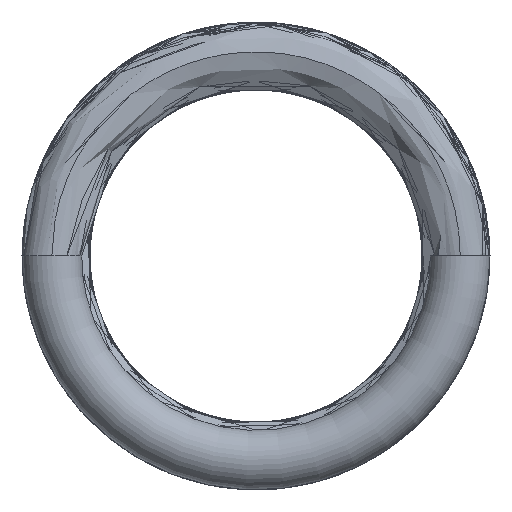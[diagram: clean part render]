
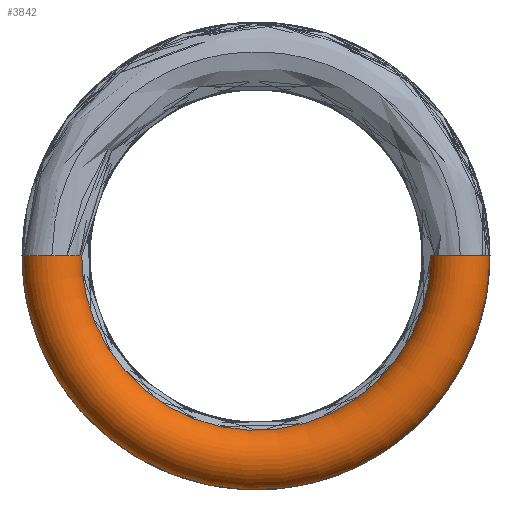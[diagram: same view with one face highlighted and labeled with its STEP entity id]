
A CAD part, left-side view. The second image highlights one B-rep face of the part: STEP entity #3842.
In plain terms, the highlighted toroidal (fillet/blend) face has major radius 1.994 mm and minor radius 0.292 mm.
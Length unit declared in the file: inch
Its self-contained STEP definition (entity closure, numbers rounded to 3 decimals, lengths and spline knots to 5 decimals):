
#2893=CARTESIAN_POINT('',(-0.03967,0.12702,0.));
#2894=VERTEX_POINT('',#2893);
#2895=CARTESIAN_POINT('',(-0.05117,0.11552,0.0));
#2896=VERTEX_POINT('',#2895);
#2897=CARTESIAN_POINT('',(-0.03967,0.11552,0.0));
#2898=DIRECTION('',(0.0,0.0,1.0));
#2899=DIRECTION('',(1.0,0.0,0.0));
#2900=AXIS2_PLACEMENT_3D('',#2897,#2898,#2899);
#2901=CIRCLE('',#2900,0.0115);
#2902=EDGE_CURVE('',#2894,#2896,#2901,.T.);
#2923=CARTESIAN_POINT('',(-0.0294,-0.04666,0.));
#2924=VERTEX_POINT('',#2923);
#2932=CARTESIAN_POINT('',(-0.02817,-0.03599,-0.02884));
#2933=VERTEX_POINT('',#2932);
#2934=CARTESIAN_POINT('',(-0.0294,-0.04666,0.));
#2935=CARTESIAN_POINT('',(-0.02919,-0.04624,-0.00529));
#2936=CARTESIAN_POINT('',(-0.02899,-0.04529,-0.01045));
#2937=CARTESIAN_POINT('',(-0.02868,-0.04293,-0.01794));
#2938=CARTESIAN_POINT('',(-0.02857,-0.04199,-0.0204));
#2939=CARTESIAN_POINT('',(-0.02842,-0.04023,-0.02399));
#2940=CARTESIAN_POINT('',(-0.02836,-0.03958,-0.02517));
#2941=CARTESIAN_POINT('',(-0.02828,-0.03848,-0.02683));
#2942=CARTESIAN_POINT('',(-0.02826,-0.03808,-0.02738));
#2943=CARTESIAN_POINT('',(-0.02822,-0.03741,-0.02812));
#2944=CARTESIAN_POINT('',(-0.02821,-0.03718,-0.02836));
#2945=CARTESIAN_POINT('',(-0.02818,-0.03664,-0.02876));
#2946=CARTESIAN_POINT('',(-0.02817,-0.03631,-0.02897));
#2947=CARTESIAN_POINT('',(-0.02817,-0.03599,-0.02884));
#2948=B_SPLINE_CURVE_WITH_KNOTS('',3,(#2934,#2935,#2936,#2937,#2938,#2939,#2940,#2941,#2942,#2943,#2944,#2945,#2946,#2947),.UNSPECIFIED.,.F.,.U.,(4,2,2,2,2,2,4),(0.0,0.0004,0.0006,0.0007,0.00075,0.00077,0.0008),.UNSPECIFIED.);
#2949=EDGE_CURVE('',#2924,#2933,#2948,.T.);
#3368=CARTESIAN_POINT('',(-0.02817,0.11552,0.0));
#3369=VERTEX_POINT('',#3368);
#3778=CARTESIAN_POINT('',(-0.03967,0.11552,0.0));
#3779=DIRECTION('',(0.0,0.0,1.0));
#3780=DIRECTION('',(1.0,0.0,0.0));
#3781=AXIS2_PLACEMENT_3D('',#3778,#3779,#3780);
#3782=CIRCLE('',#3781,0.0115);
#3783=EDGE_CURVE('',#3369,#2894,#3782,.T.);
#3788=CARTESIAN_POINT('',(-0.03967,0.03702,0.));
#3789=DIRECTION('',(1.0,0.0,0.0));
#3790=DIRECTION('',(0.0,0.0,-1.0));
#3791=AXIS2_PLACEMENT_3D('',#3788,#3789,#3790);
#3792=TOROIDAL_SURFACE('',#3791,0.0785,0.0115);
#3793=CARTESIAN_POINT('',(-0.0294,-0.03631,0.));
#3794=VERTEX_POINT('',#3793);
#3795=CARTESIAN_POINT('',(-0.03967,-0.04148,0.));
#3796=DIRECTION('',(0.0,0.0,-1.0));
#3797=DIRECTION('',(0.0,-1.0,0.0));
#3798=AXIS2_PLACEMENT_3D('',#3795,#3796,#3797);
#3799=CIRCLE('',#3798,0.0115);
#3800=EDGE_CURVE('',#2924,#3794,#3799,.T.);
#3801=ORIENTED_EDGE('',*,*,#3800,.T.);
#3802=CARTESIAN_POINT('',(-0.02817,-0.03599,-0.02884));
#3803=CARTESIAN_POINT('',(-0.02817,-0.0357,-0.02873));
#3804=CARTESIAN_POINT('',(-0.02818,-0.03559,-0.02839));
#3805=CARTESIAN_POINT('',(-0.0282,-0.03545,-0.02779));
#3806=CARTESIAN_POINT('',(-0.02821,-0.03543,-0.02749));
#3807=CARTESIAN_POINT('',(-0.02825,-0.03539,-0.02658));
#3808=CARTESIAN_POINT('',(-0.02827,-0.03541,-0.02597));
#3809=CARTESIAN_POINT('',(-0.02835,-0.03553,-0.02416));
#3810=CARTESIAN_POINT('',(-0.0284,-0.03565,-0.02295));
#3811=CARTESIAN_POINT('',(-0.02855,-0.03602,-0.01933));
#3812=CARTESIAN_POINT('',(-0.02866,-0.03626,-0.01692));
#3813=CARTESIAN_POINT('',(-0.02897,-0.03673,-0.00967));
#3814=CARTESIAN_POINT('',(-0.02918,-0.03673,-0.00484));
#3815=CARTESIAN_POINT('',(-0.0294,-0.03631,0.));
#3816=B_SPLINE_CURVE_WITH_KNOTS('',3,(#3802,#3803,#3804,#3805,#3806,#3807,#3808,#3809,#3810,#3811,#3812,#3813,#3814,#3815),.UNSPECIFIED.,.F.,.U.,(4,2,2,2,2,2,4),(0.0008,0.00082,0.00084,0.00089,0.00098,0.00116,0.00153),.UNSPECIFIED.);
#3817=EDGE_CURVE('',#2933,#3794,#3816,.T.);
#3818=ORIENTED_EDGE('',*,*,#3817,.F.);
#3819=ORIENTED_EDGE('',*,*,#2949,.F.);
#3820=EDGE_LOOP('',(#3801,#3818,#3819));
#3821=FACE_OUTER_BOUND('',#3820,.T.);
#3822=CARTESIAN_POINT('',(-0.03967,0.10402,0.0));
#3823=VERTEX_POINT('',#3822);
#3824=CARTESIAN_POINT('',(-0.03967,0.11552,0.0));
#3825=DIRECTION('',(0.0,0.0,1.0));
#3826=DIRECTION('',(1.0,0.0,0.0));
#3827=AXIS2_PLACEMENT_3D('',#3824,#3825,#3826);
#3828=CIRCLE('',#3827,0.0115);
#3829=EDGE_CURVE('',#2896,#3823,#3828,.T.);
#3830=ORIENTED_EDGE('',*,*,#3829,.F.);
#3831=ORIENTED_EDGE('',*,*,#2902,.F.);
#3832=ORIENTED_EDGE('',*,*,#3783,.F.);
#3833=CARTESIAN_POINT('',(-0.03967,0.11552,0.0));
#3834=DIRECTION('',(0.0,0.0,1.0));
#3835=DIRECTION('',(1.0,0.0,0.0));
#3836=AXIS2_PLACEMENT_3D('',#3833,#3834,#3835);
#3837=CIRCLE('',#3836,0.0115);
#3838=EDGE_CURVE('',#3823,#3369,#3837,.T.);
#3839=ORIENTED_EDGE('',*,*,#3838,.F.);
#3840=EDGE_LOOP('',(#3830,#3831,#3832,#3839));
#3841=FACE_BOUND('',#3840,.T.);
#3842=ADVANCED_FACE('',(#3821,#3841),#3792,.T.);
